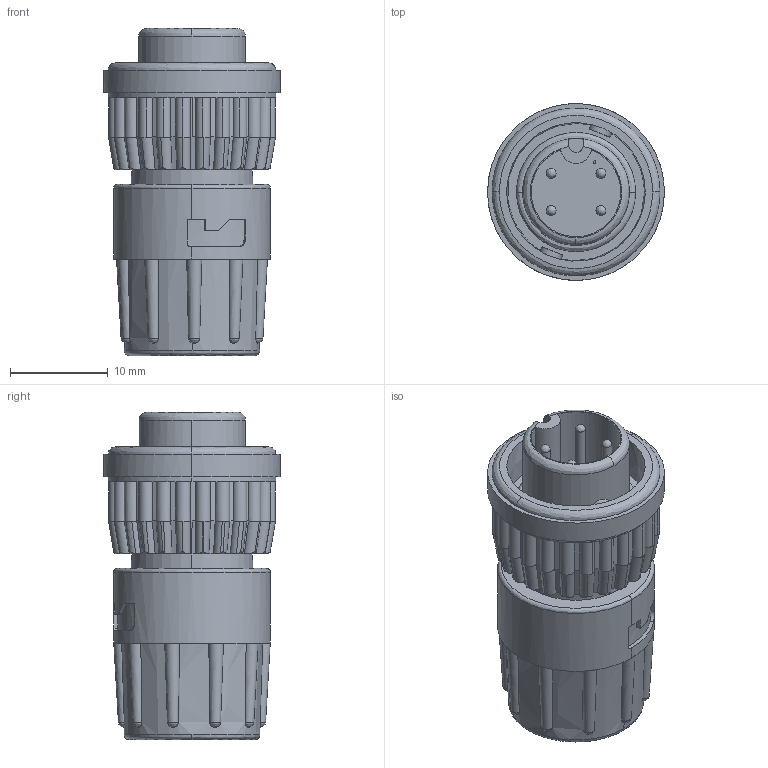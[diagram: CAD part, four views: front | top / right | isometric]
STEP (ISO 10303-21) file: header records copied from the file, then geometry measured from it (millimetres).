
FILE_DESCRIPTION (( 'STEP AP203' ), '1' );
FILE_NAME ('6282-4PG-311.STEP', '2014-06-26T18:16:59', ( '' ), ( '' ), 'SwSTEP 2.0', 'SolidWorks 2014', '' );
FILE_SCHEMA (( 'CONFIG_CONTROL_DESIGN' ));
Length unit declared in the file: inch
Products named in the file (1): 6282-4PG-311
Bounding box: 18.03 x 18.01 x 33.4 mm (x, y, z)
Volume: 5304.4 mm3; surface area: 3061.7 mm2
Topology: 1 solids, 1 shells, 324 faces, 947 edges, 630 vertices
Faces by surface type: cylinder 185, plane 71, bspline 61, cone 7
Entity records: 18062 total; most frequent: CARTESIAN_POINT 10880, ORIENTED_EDGE 1874, EDGE_CURVE 937, DIRECTION 921, VERTEX_POINT 630, B_SPLINE_CURVE_WITH_KNOTS 582, AXIS2_PLACEMENT_3D 349, EDGE_LOOP 339
